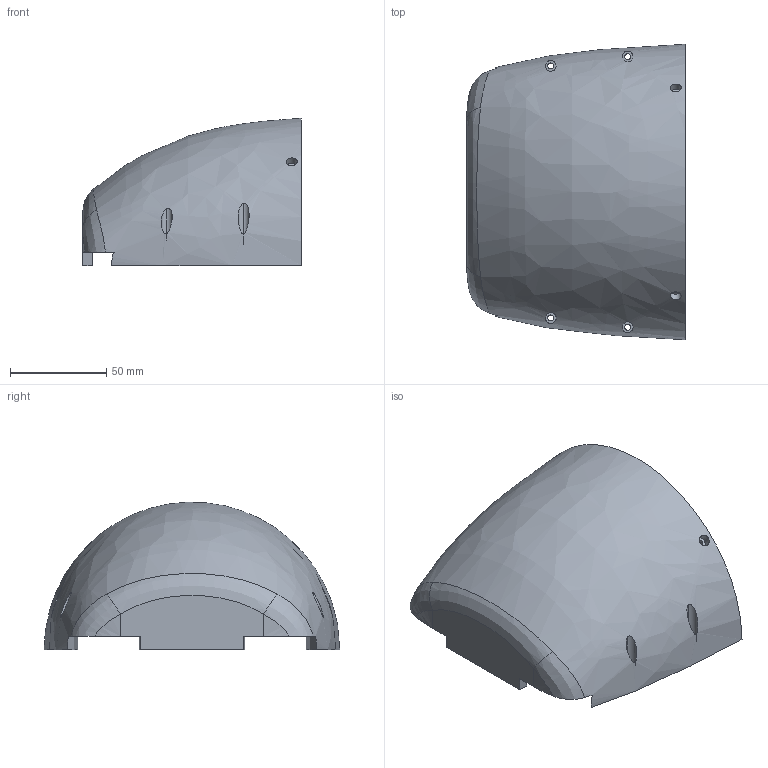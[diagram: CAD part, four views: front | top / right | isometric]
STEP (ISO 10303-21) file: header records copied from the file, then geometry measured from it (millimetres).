
FILE_DESCRIPTION((''),'2;1');
FILE_NAME('HIND_END_SWEEP_END_TOP','2022-06-23T11:46:14',('andyc'),(''),'CREO PARAMETRIC BY PTC INC, 2021404','CREO PARAMETRIC BY PTC INC, 2021404','');
FILE_SCHEMA(('CONFIG_CONTROL_DESIGN'));
Length unit declared in the file: millimetre
Products named in the file (1): HIND_END_SWEEP_END_TOP
Bounding box: 113.75 x 153.71 x 76.72 mm (x, y, z)
Volume: 184981.2 mm3; surface area: 63480.2 mm2
Topology: 1 solids, 1 shells, 98 faces, 238 edges, 154 vertices
Faces by surface type: cylinder 42, plane 40, bspline 12, cone 4
Entity records: 4562 total; most frequent: CARTESIAN_POINT 2296, ORIENTED_EDGE 476, DIRECTION 418, EDGE_CURVE 238, AXIS2_PLACEMENT_3D 156, VERTEX_POINT 154, EDGE_LOOP 122, VECTOR 106
